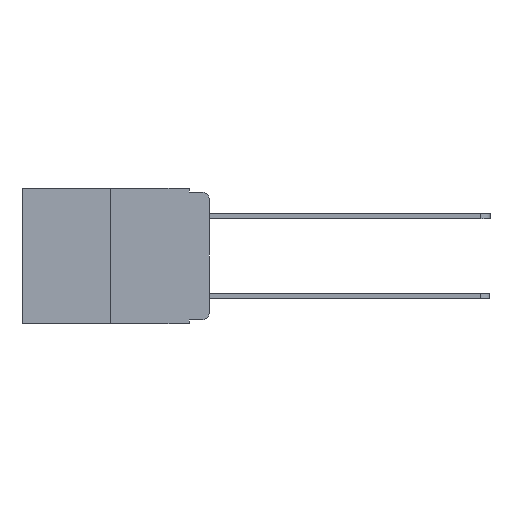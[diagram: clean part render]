
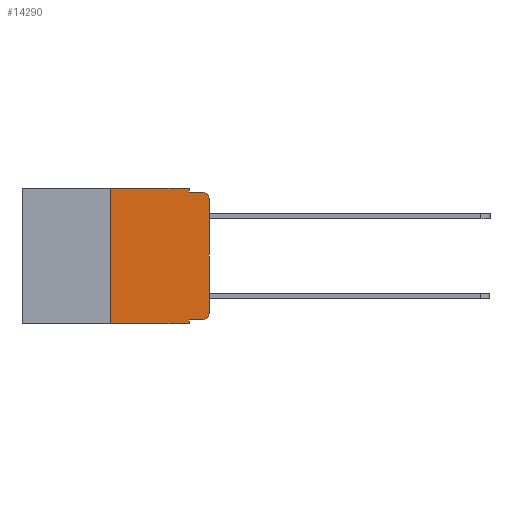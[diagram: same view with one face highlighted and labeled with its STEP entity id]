
A CAD part, left-side view. The second image highlights one B-rep face of the part: STEP entity #14290.
In plain terms, the highlighted planar face has unit normal (-1, 0, 0).
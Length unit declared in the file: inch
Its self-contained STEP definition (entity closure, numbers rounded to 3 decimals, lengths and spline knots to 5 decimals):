
#45 = CARTESIAN_POINT ( 'NONE',  ( 0., 0.02, -0.03 ) ) ;
#58 = PLANE ( 'NONE',  #17740 ) ;
#90 = AXIS2_PLACEMENT_3D ( 'NONE', #45, #9666, #1460 ) ;
#126 = LINE ( 'NONE', #4530, #3425 ) ;
#278 = EDGE_CURVE ( 'NONE', #3852, #7572, #5377, .T. ) ;
#326 = ORIENTED_EDGE ( 'NONE', *, *, #16865, .T. ) ;
#387 = CARTESIAN_POINT ( 'NONE',  ( 0., 0.25, 0. ) ) ;
#496 = VERTEX_POINT ( 'NONE', #12482 ) ;
#565 = VECTOR ( 'NONE', #8861, 39.37008 ) ;
#791 = CARTESIAN_POINT ( 'NONE',  ( 0., 0.02, -0.01 ) ) ;
#1460 = DIRECTION ( 'NONE',  ( 0., 0., -1. ) ) ;
#1933 = DIRECTION ( 'NONE',  ( 0., -1., 0. ) ) ;
#2489 = VECTOR ( 'NONE', #1933, 39.37008 ) ;
#2884 = DIRECTION ( 'NONE',  ( 1., 0., 0. ) ) ;
#2920 = LINE ( 'NONE', #3293, #2489 ) ;
#3293 = CARTESIAN_POINT ( 'NONE',  ( 0., 0.473, -0.343 ) ) ;
#3425 = VECTOR ( 'NONE', #8611, 39.37008 ) ;
#3627 = VECTOR ( 'NONE', #9083, 39.37008 ) ;
#3639 = CARTESIAN_POINT ( 'NONE',  ( 0., 0.051, -0.333 ) ) ;
#3852 = VERTEX_POINT ( 'NONE', #10486 ) ;
#3895 = LINE ( 'NONE', #5278, #7076 ) ;
#3945 = EDGE_LOOP ( 'NONE', ( #16790, #8011, #4932, #6830, #17715, #13439, #326, #11953, #15405, #16018 ) ) ;
#4033 = CARTESIAN_POINT ( 'NONE',  ( 0., 0., -0.313 ) ) ;
#4530 = CARTESIAN_POINT ( 'NONE',  ( 0., 0.051, -0.01 ) ) ;
#4932 = ORIENTED_EDGE ( 'NONE', *, *, #14443, .F. ) ;
#5166 = EDGE_CURVE ( 'NONE', #11667, #3852, #9627, .T. ) ;
#5278 = CARTESIAN_POINT ( 'NONE',  ( 0., 0.051, 0. ) ) ;
#5307 = CARTESIAN_POINT ( 'NONE',  ( 0., 0.02, -0.313 ) ) ;
#5377 = LINE ( 'NONE', #7630, #16260 ) ;
#6088 = CARTESIAN_POINT ( 'NONE',  ( 0., 0., 0. ) ) ;
#6425 = VERTEX_POINT ( 'NONE', #15539 ) ;
#6671 = DIRECTION ( 'NONE',  ( 0., 0., -1. ) ) ;
#6772 = AXIS2_PLACEMENT_3D ( 'NONE', #5307, #14861, #6671 ) ;
#6830 = ORIENTED_EDGE ( 'NONE', *, *, #278, .F. ) ;
#6895 = VERTEX_POINT ( 'NONE', #3639 ) ;
#7076 = VECTOR ( 'NONE', #16188, 39.37008 ) ;
#7572 = VERTEX_POINT ( 'NONE', #10849 ) ;
#7630 = CARTESIAN_POINT ( 'NONE',  ( 0., 0.051, 0. ) ) ;
#7639 = LINE ( 'NONE', #14539, #3627 ) ;
#7908 = LINE ( 'NONE', #6088, #565 ) ;
#8011 = ORIENTED_EDGE ( 'NONE', *, *, #9826, .T. ) ;
#8049 = DIRECTION ( 'NONE',  ( 0., 0., -1. ) ) ;
#8401 = VERTEX_POINT ( 'NONE', #10372 ) ;
#8611 = DIRECTION ( 'NONE',  ( 0., -1., 0. ) ) ;
#8804 = VERTEX_POINT ( 'NONE', #791 ) ;
#8861 = DIRECTION ( 'NONE',  ( 0., 0., 1. ) ) ;
#9083 = DIRECTION ( 'NONE',  ( 0., -1., 0. ) ) ;
#9627 = LINE ( 'NONE', #9742, #13292 ) ;
#9666 = DIRECTION ( 'NONE',  ( -1., 0., 0. ) ) ;
#9683 = CARTESIAN_POINT ( 'NONE',  ( 0., 0.473, 0. ) ) ;
#9742 = CARTESIAN_POINT ( 'NONE',  ( 0., 0.473, 0. ) ) ;
#9826 = EDGE_CURVE ( 'NONE', #496, #8804, #13319, .T. ) ;
#9991 = DIRECTION ( 'NONE',  ( 0., 0., 1. ) ) ;
#10372 = CARTESIAN_POINT ( 'NONE',  ( 0., 0.02, -0.333 ) ) ;
#10486 = CARTESIAN_POINT ( 'NONE',  ( 0., 0.051, 0. ) ) ;
#10849 = CARTESIAN_POINT ( 'NONE',  ( 0., 0.051, -0.01 ) ) ;
#11667 = VERTEX_POINT ( 'NONE', #12123 ) ;
#11767 = DIRECTION ( 'NONE',  ( 0., -1., 0. ) ) ;
#11925 = EDGE_CURVE ( 'NONE', #6425, #11667, #16473, .T. ) ;
#11953 = ORIENTED_EDGE ( 'NONE', *, *, #14675, .F. ) ;
#12039 = EDGE_CURVE ( 'NONE', #12894, #496, #7908, .T. ) ;
#12123 = CARTESIAN_POINT ( 'NONE',  ( 0., 0.25, 0. ) ) ;
#12452 = DIRECTION ( 'NONE',  ( 0., 0., -1. ) ) ;
#12482 = CARTESIAN_POINT ( 'NONE',  ( 0., 0., -0.03 ) ) ;
#12831 = VECTOR ( 'NONE', #9991, 39.37008 ) ;
#12894 = VERTEX_POINT ( 'NONE', #4033 ) ;
#13047 = CIRCLE ( 'NONE', #6772, 0.02 ) ;
#13292 = VECTOR ( 'NONE', #11767, 39.37008 ) ;
#13319 = CIRCLE ( 'NONE', #90, 0.02 ) ;
#13439 = ORIENTED_EDGE ( 'NONE', *, *, #11925, .F. ) ;
#13507 = CARTESIAN_POINT ( 'NONE',  ( 0., 0.051, -0.343 ) ) ;
#14142 = EDGE_CURVE ( 'NONE', #8401, #12894, #13047, .T. ) ;
#14290 = ADVANCED_FACE ( 'NONE', ( #16894 ), #58, .F. ) ;
#14443 = EDGE_CURVE ( 'NONE', #7572, #8804, #126, .T. ) ;
#14539 = CARTESIAN_POINT ( 'NONE',  ( 0., 0.051, -0.333 ) ) ;
#14675 = EDGE_CURVE ( 'NONE', #6895, #17628, #3895, .T. ) ;
#14861 = DIRECTION ( 'NONE',  ( -1., 0., 0. ) ) ;
#15405 = ORIENTED_EDGE ( 'NONE', *, *, #15742, .T. ) ;
#15539 = CARTESIAN_POINT ( 'NONE',  ( 0., 0.25, -0.343 ) ) ;
#15742 = EDGE_CURVE ( 'NONE', #6895, #8401, #7639, .T. ) ;
#16018 = ORIENTED_EDGE ( 'NONE', *, *, #14142, .T. ) ;
#16188 = DIRECTION ( 'NONE',  ( 0., 0., -1. ) ) ;
#16260 = VECTOR ( 'NONE', #8049, 39.37008 ) ;
#16473 = LINE ( 'NONE', #387, #12831 ) ;
#16790 = ORIENTED_EDGE ( 'NONE', *, *, #12039, .T. ) ;
#16865 = EDGE_CURVE ( 'NONE', #6425, #17628, #2920, .T. ) ;
#16894 = FACE_OUTER_BOUND ( 'NONE', #3945, .T. ) ;
#17628 = VERTEX_POINT ( 'NONE', #13507 ) ;
#17715 = ORIENTED_EDGE ( 'NONE', *, *, #5166, .F. ) ;
#17740 = AXIS2_PLACEMENT_3D ( 'NONE', #9683, #2884, #12452 ) ;
